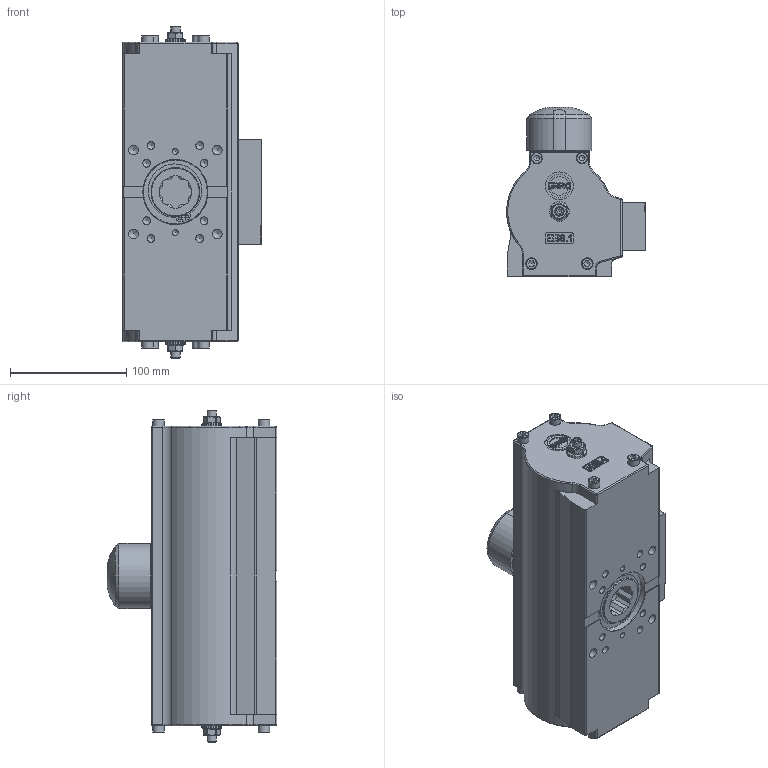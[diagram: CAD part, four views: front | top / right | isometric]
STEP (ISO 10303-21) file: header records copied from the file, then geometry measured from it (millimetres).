
FILE_DESCRIPTION(/* description */ ('','CAx-IF Rec.Pracs.---Representation and Presentation of Product Manufacturing Information (PMI)---3.8---2014-02-18'),/* implementation_level */ '2;1');
FILE_NAME(/* name */ 'EB 8.1 SYD F07F10.stp',/* time_stamp */ '2018-10-16T09:28:35+02:00',/* author */ ('hellwig'),/* organization */ (''),/* preprocessor_version */ 'ST-DEVELOPER v16.5',/* originating_system */ 'Autodesk Inventor 2017',/* authorisation */ '');
FILE_SCHEMA (('AP242_MANAGED_MODEL_BASED_3D_ENGINEERING_MIM_LF { 1 0 10303 442 1 1 4 }'));
Length unit declared in the file: millimetre
Products named in the file (1): M53197
Bounding box: 119.37 x 146.1 x 286 mm (x, y, z)
Volume: 1150451.6 mm3; surface area: 283182.4 mm2
Topology: 1 solids, 33 shells, 2003 faces, 4982 edges, 2963 vertices
Faces by surface type: plane 747, cylinder 533, bspline 358, torus 136, sphere 120, cone 109
Full cylindrical faces by diameter (mm): 2 x2, 2.5 x2, 4 x4, 4.134 x8, 4.917 x11, 5 x5, 6 x10, 6.6 x2, 6.647 x8, 7 x8, 8 x7, 8.376 x4, 9 x2, 10 x10, 11 x2, 11.3 x2, 11.445 x2, 13 x2, 16.5 x2, 17 x2, 18 x1, 19 x1, 20 x2, 20.1 x1, 22 x1, 24 x3, 24.2 x2, 27.5 x1, 30 x2, 32 x1
Entity records: 66029 total; most frequent: CARTESIAN_POINT 20937, ORIENTED_EDGE 8904, DIRECTION 8404, EDGE_CURVE 4452, AXIS2_PLACEMENT_3D 3178, VERTEX_POINT 2837, EDGE_LOOP 2371, LINE 2048
